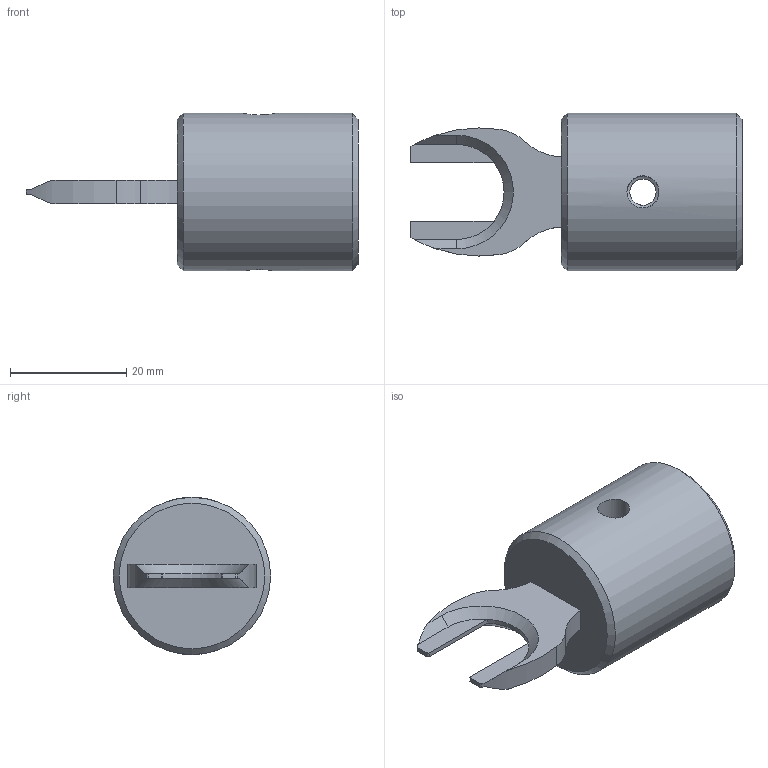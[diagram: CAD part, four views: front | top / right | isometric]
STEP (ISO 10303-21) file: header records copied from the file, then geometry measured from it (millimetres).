
FILE_DESCRIPTION( ( 'Unknown' ), '1' );
FILE_NAME( '715411000-A.stp', 'Unknown', ( 'Unknown' ), ( 'Unknown' ), 'PSStep 15.0.49', 'Unknown', ' ' );
FILE_SCHEMA( ( 'AUTOMOTIVE_DESIGN { 1 0 10303 214 1 1 1 1 }' ) );
Length unit declared in the file: millimetre
Products named in the file (1): 1
Bounding box: 57 x 27 x 27 mm (x, y, z)
Volume: 13004.1 mm3; surface area: 5945.1 mm2
Topology: 1 solids, 1 shells, 39 faces, 103 edges, 65 vertices
Faces by surface type: cylinder 16, plane 16, cone 7
Full cylindrical faces by diameter (mm): 4.5 x1, 5.5 x2, 16 x1, 27 x1
Entity records: 1690 total; most frequent: CARTESIAN_POINT 429, DIRECTION 208, ORIENTED_EDGE 174, EDGE_CURVE 87, AXIS2_PLACEMENT_3D 85, VERTEX_POINT 62, EDGE_LOOP 54, FACE_OUTER_BOUND 44
